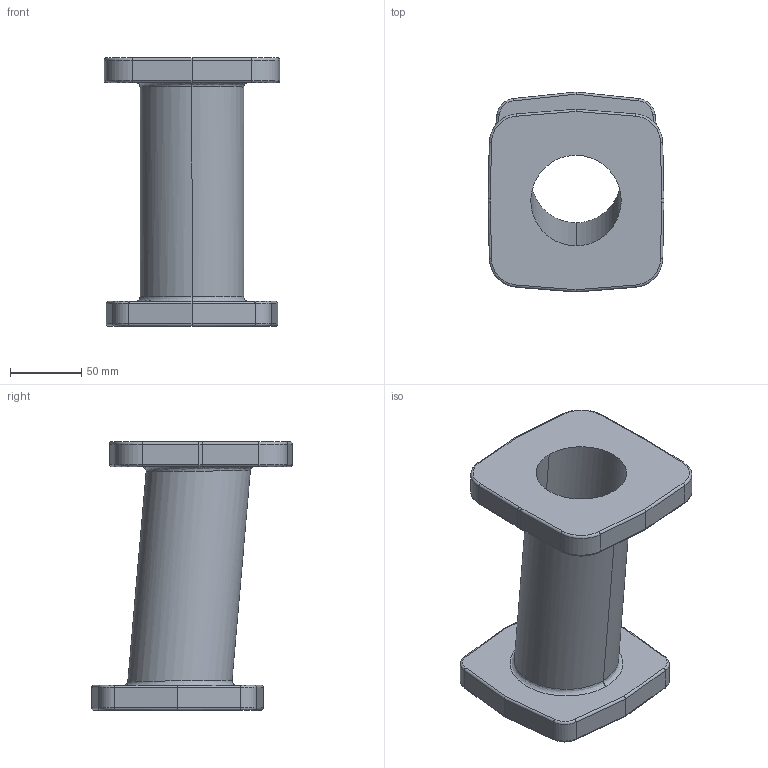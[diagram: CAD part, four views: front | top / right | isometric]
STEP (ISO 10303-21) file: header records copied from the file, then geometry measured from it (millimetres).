
FILE_DESCRIPTION((''),'2;1');
FILE_NAME('D44706','2017-08-15T',('sobrien2'),(''),'CREO PARAMETRIC BY PTC INC, 2015290','CREO PARAMETRIC BY PTC INC, 2015290','');
FILE_SCHEMA(('CONFIG_CONTROL_DESIGN'));
Length unit declared in the file: inch
Products named in the file (1): D44706
Bounding box: 123.82 x 141.03 x 188.91 mm (x, y, z)
Volume: 535378.1 mm3; surface area: 128007.7 mm2
Topology: 1 solids, 1 shells, 90 faces, 202 edges, 116 vertices
Faces by surface type: cylinder 46, plane 20, torus 20, bspline 4
Entity records: 3468 total; most frequent: CARTESIAN_POINT 1434, DIRECTION 434, ORIENTED_EDGE 404, EDGE_CURVE 202, AXIS2_PLACEMENT_3D 170, VERTEX_POINT 116, VECTOR 94, LINE 94
